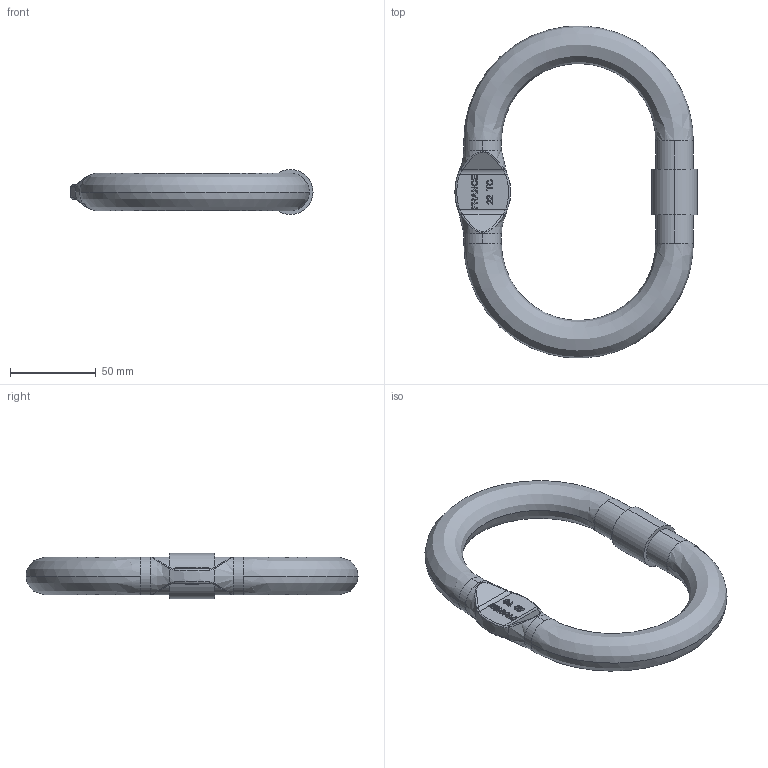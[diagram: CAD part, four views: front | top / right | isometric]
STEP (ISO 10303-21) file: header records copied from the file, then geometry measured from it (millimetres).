
FILE_DESCRIPTION(('STEP AP214'),'1');
FILE_NAME('ms22j.stp','2018-02-28T09:10:40',('TraceParts'),('TraceParts S.A.'),'Spatial InterOp 3D',' ',' ');
FILE_SCHEMA(('automotive_design'));
Length unit declared in the file: millimetre
Products named in the file (1): ms22j
Bounding box: 141.33 x 193.86 x 26.4 mm (x, y, z)
Volume: 180023.5 mm3; surface area: 33998.6 mm2
Topology: 1 solids, 1 shells, 267 faces, 698 edges, 456 vertices
Faces by surface type: plane 127, bspline 114, cylinder 26
Entity records: 16491 total; most frequent: CARTESIAN_POINT 8512, ORIENTED_EDGE 1396, DIRECTION 862, EDGE_CURVE 698, VERTEX_POINT 456, LINE 394, VECTOR 394, EDGE_LOOP 292
